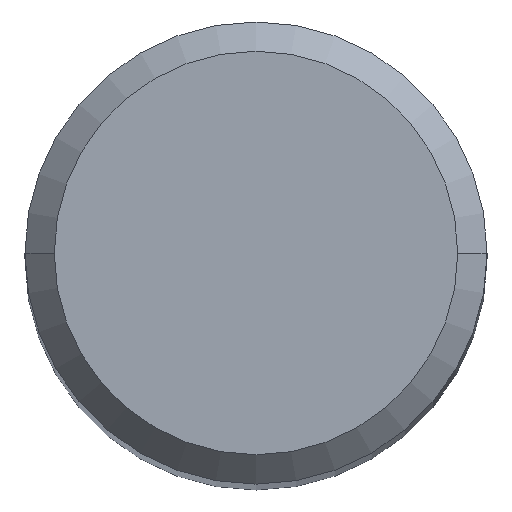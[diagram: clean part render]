
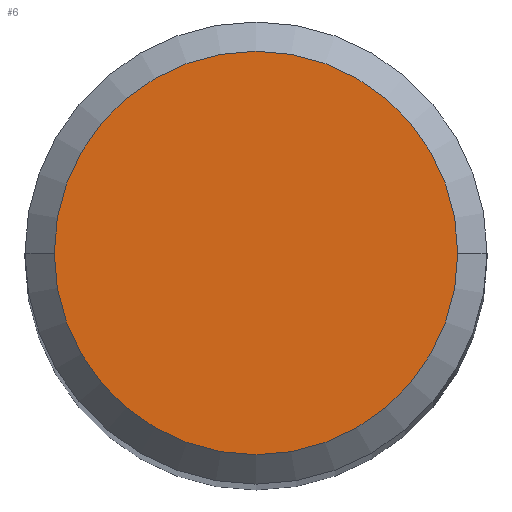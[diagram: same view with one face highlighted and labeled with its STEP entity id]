
A CAD part, top view. The second image highlights one B-rep face of the part: STEP entity #6.
In plain terms, the highlighted planar face has unit normal (0, 0, 1).
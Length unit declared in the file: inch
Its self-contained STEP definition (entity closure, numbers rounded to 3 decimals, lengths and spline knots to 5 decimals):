
#6 = ADVANCED_FACE ( 'NONE', ( #146 ), #327, .T. ) ;
#29 = AXIS2_PLACEMENT_3D ( 'NONE', #185, #135, #31 ) ;
#31 = DIRECTION ( 'NONE',  ( 1., 0., 0. ) ) ;
#48 = VERTEX_POINT ( 'NONE', #180 ) ;
#50 = ORIENTED_EDGE ( 'NONE', *, *, #315, .T. ) ;
#57 = DIRECTION ( 'NONE',  ( 0., 0., 1. ) ) ;
#82 = EDGE_CURVE ( 'NONE', #48, #121, #101, .T. ) ;
#101 = CIRCLE ( 'NONE', #302, 0.10311 ) ;
#108 = DIRECTION ( 'NONE',  ( 0., 0., 1. ) ) ;
#121 = VERTEX_POINT ( 'NONE', #231 ) ;
#127 = AXIS2_PLACEMENT_3D ( 'NONE', #129, #108, #151 ) ;
#129 = CARTESIAN_POINT ( 'NONE',  ( 0., 0., 2.24409 ) ) ;
#135 = DIRECTION ( 'NONE',  ( 0., 0., 1. ) ) ;
#146 = FACE_OUTER_BOUND ( 'NONE', #312, .T. ) ;
#151 = DIRECTION ( 'NONE',  ( 1., 0., 0. ) ) ;
#155 = DIRECTION ( 'NONE',  ( 1., 0., 0. ) ) ;
#172 = CARTESIAN_POINT ( 'NONE',  ( 0., 0., 2.24409 ) ) ;
#180 = CARTESIAN_POINT ( 'NONE',  ( -0.10311, 0., 2.24409 ) ) ;
#185 = CARTESIAN_POINT ( 'NONE',  ( 0., 0., 2.24409 ) ) ;
#231 = CARTESIAN_POINT ( 'NONE',  ( 0.10311, 0., 2.24409 ) ) ;
#294 = ORIENTED_EDGE ( 'NONE', *, *, #82, .T. ) ;
#302 = AXIS2_PLACEMENT_3D ( 'NONE', #172, #57, #155 ) ;
#303 = CIRCLE ( 'NONE', #29, 0.10311 ) ;
#312 = EDGE_LOOP ( 'NONE', ( #294, #50 ) ) ;
#315 = EDGE_CURVE ( 'NONE', #121, #48, #303, .T. ) ;
#327 = PLANE ( 'NONE',  #127 ) ;
